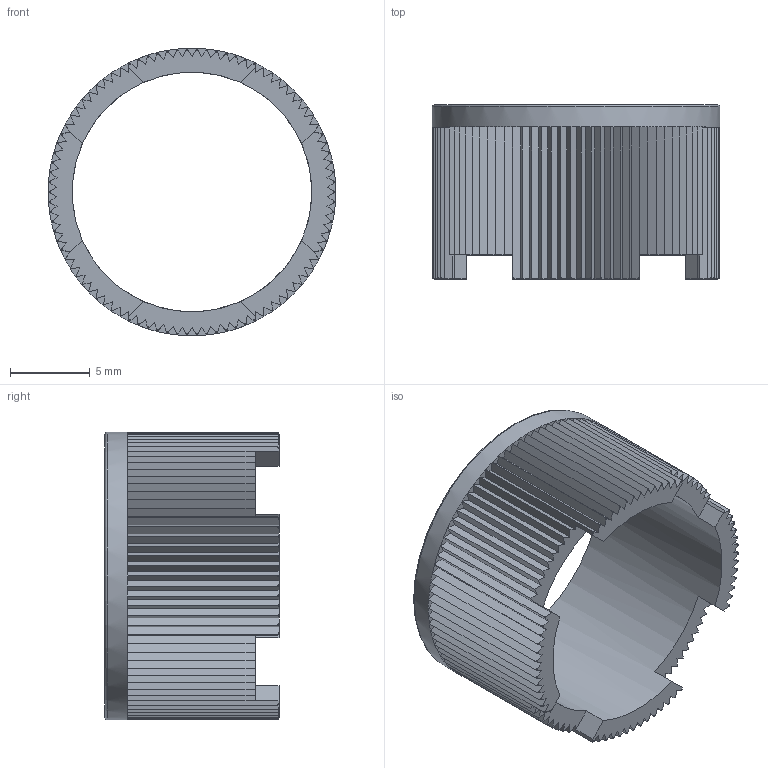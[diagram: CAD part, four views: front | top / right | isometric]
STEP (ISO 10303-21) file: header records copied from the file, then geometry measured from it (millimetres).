
FILE_DESCRIPTION(/* description */ ('Panel Mount Illuminated Pushbuttons_nut-'),/* implementation_level */ '2;1');
FILE_NAME(/* name */ 'YB16SKW01-05-BBnut.ipt.step',/* time_stamp */ '2014-01-07T11:08:26-08:00',/* author */ ('Cadenas PARTsolutions'),/* organization */ ('NKKSWITCHES'),/* preprocessor_version */ 'ST-DEVELOPER v15.2',/* originating_system */ 'Autodesk Inventor 2014',/* authorisation */ '');
FILE_SCHEMA (('AUTOMOTIVE_DESIGN { 1 0 10303 214 3 1 1 }'));
Length unit declared in the file: inch
Products named in the file (1): YB16SKW01-05-BBnut
Bounding box: 18.01 x 10.9 x 18.01 mm (x, y, z)
Volume: 668.3 mm3; surface area: 1676.2 mm2
Topology: 1 solids, 1 shells, 344 faces, 847 edges, 504 vertices
Faces by surface type: plane 287, torus 55, cylinder 2
Full cylindrical faces by diameter (mm): 15.011 x1, 18.009 x1
Entity records: 10609 total; most frequent: CARTESIAN_POINT 2663, ORIENTED_EDGE 1686, DIRECTION 1580, EDGE_CURVE 843, LINE 580, VECTOR 580, VERTEX_POINT 503, AXIS2_PLACEMENT_3D 500
